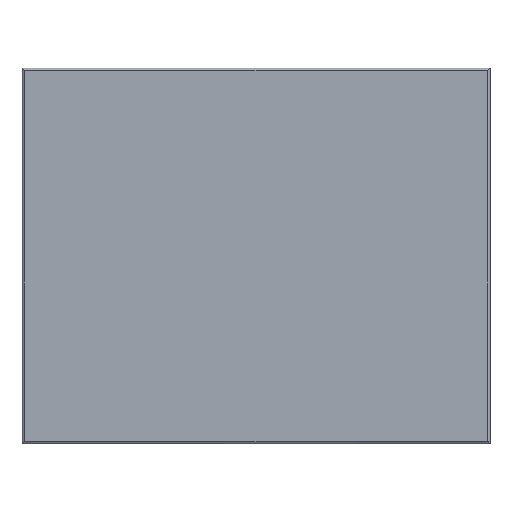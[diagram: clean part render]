
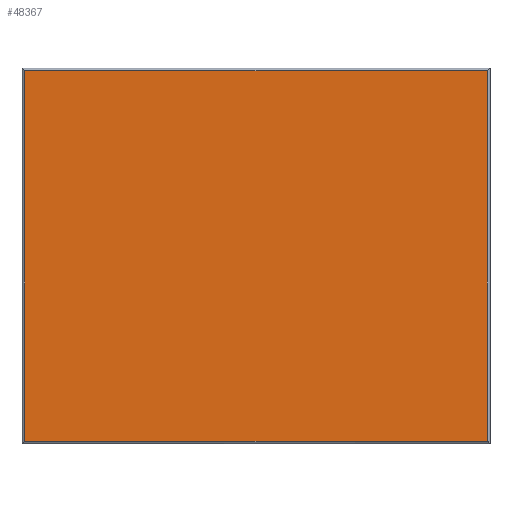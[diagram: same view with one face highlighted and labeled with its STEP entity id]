
A CAD part, top view. The second image highlights one B-rep face of the part: STEP entity #48367.
In plain terms, the highlighted planar face has unit normal (0, 0, 1).
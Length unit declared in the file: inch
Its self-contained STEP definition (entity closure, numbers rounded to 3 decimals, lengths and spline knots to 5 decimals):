
#5317 = CARTESIAN_POINT ( 'NONE',  ( -20.15197, 0.11811, 0.11811 ) ) ;
#5677 = VECTOR ( 'NONE', #63002, 39.37008 ) ;
#8748 = LINE ( 'NONE', #53389, #22023 ) ;
#8796 = LINE ( 'NONE', #42111, #5677 ) ;
#12478 = ORIENTED_EDGE ( 'NONE', *, *, #14551, .T. ) ;
#14389 = VERTEX_POINT ( 'NONE', #70849 ) ;
#14551 = EDGE_CURVE ( 'NONE', #30240, #28273, #8796, .T. ) ;
#15569 = DIRECTION ( 'NONE',  ( 0., 0., 1. ) ) ;
#17848 = CARTESIAN_POINT ( 'NONE',  ( -0.11811, 0.11811, 0.11811 ) ) ;
#22023 = VECTOR ( 'NONE', #25563, 39.37008 ) ;
#25190 = LINE ( 'NONE', #64394, #39784 ) ;
#25563 = DIRECTION ( 'NONE',  ( 0., 1., 0. ) ) ;
#26123 = ORIENTED_EDGE ( 'NONE', *, *, #46788, .T. ) ;
#26534 = FACE_OUTER_BOUND ( 'NONE', #48224, .T. ) ;
#27052 = CARTESIAN_POINT ( 'NONE',  ( -20.15197, 16.15197, 0.11811 ) ) ;
#28273 = VERTEX_POINT ( 'NONE', #17848 ) ;
#30240 = VERTEX_POINT ( 'NONE', #5317 ) ;
#31385 = EDGE_CURVE ( 'NONE', #28273, #14389, #8748, .T. ) ;
#35466 = DIRECTION ( 'NONE',  ( -1., 0., 0. ) ) ;
#39784 = VECTOR ( 'NONE', #35466, 39.37008 ) ;
#42111 = CARTESIAN_POINT ( 'NONE',  ( -10.13504, 0.11811, 0.11811 ) ) ;
#45182 = ORIENTED_EDGE ( 'NONE', *, *, #31385, .T. ) ;
#46788 = EDGE_CURVE ( 'NONE', #14389, #50296, #25190, .T. ) ;
#48224 = EDGE_LOOP ( 'NONE', ( #65699, #12478, #45182, #26123 ) ) ;
#48367 = ADVANCED_FACE ( 'NONE', ( #26534 ), #59156, .T. ) ;
#48458 = AXIS2_PLACEMENT_3D ( 'NONE', #65755, #15569, #51411 ) ;
#50296 = VERTEX_POINT ( 'NONE', #27052 ) ;
#51108 = EDGE_CURVE ( 'NONE', #50296, #30240, #62726, .T. ) ;
#51411 = DIRECTION ( 'NONE',  ( 1., 0., 0. ) ) ;
#53389 = CARTESIAN_POINT ( 'NONE',  ( -0.11811, 8.13504, 0.11811 ) ) ;
#55791 = DIRECTION ( 'NONE',  ( 0., -1., 0. ) ) ;
#59156 = PLANE ( 'NONE',  #48458 ) ;
#62023 = CARTESIAN_POINT ( 'NONE',  ( -20.15197, 8.13504, 0.11811 ) ) ;
#62726 = LINE ( 'NONE', #62023, #66297 ) ;
#63002 = DIRECTION ( 'NONE',  ( 1., 0., 0. ) ) ;
#64394 = CARTESIAN_POINT ( 'NONE',  ( -10.13504, 16.15197, 0.11811 ) ) ;
#65699 = ORIENTED_EDGE ( 'NONE', *, *, #51108, .T. ) ;
#65755 = CARTESIAN_POINT ( 'NONE',  ( -10.13504, 8.13504, 0.11811 ) ) ;
#66297 = VECTOR ( 'NONE', #55791, 39.37008 ) ;
#70849 = CARTESIAN_POINT ( 'NONE',  ( -0.11811, 16.15197, 0.11811 ) ) ;
